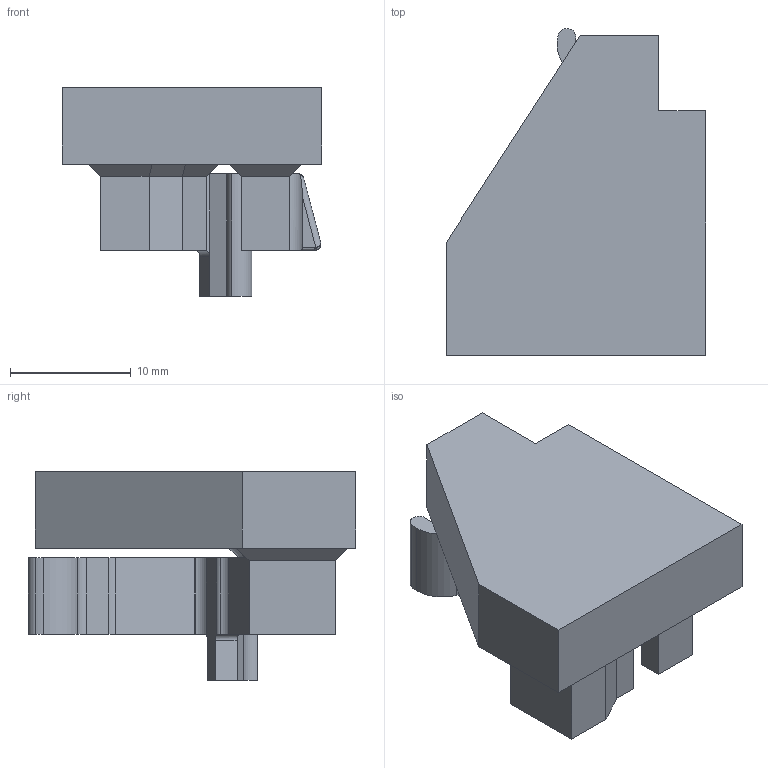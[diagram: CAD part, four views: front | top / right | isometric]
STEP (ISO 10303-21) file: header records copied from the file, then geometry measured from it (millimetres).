
FILE_DESCRIPTION (( 'STEP AP214' ), '1' );
FILE_NAME ('switch-flexures_0-25in-thick_0-65mm-flex.STEP', '2024-11-22T20:22:18', ( '' ), ( '' ), 'SwSTEP 2.0', 'SolidWorks 2023', '' );
FILE_SCHEMA (( 'AUTOMOTIVE_DESIGN' ));
Length unit declared in the file: millimetre
Products named in the file (1): switch-flexures_0-25in-thick_0-65mm-flex
Bounding box: 21.49 x 27.11 x 17.32 mm (x, y, z)
Volume: 3899.3 mm3; surface area: 2582.2 mm2
Topology: 1 solids, 2 shells, 122 faces, 329 edges, 205 vertices
Faces by surface type: plane 67, cylinder 47, sphere 4, bspline 2, torus 1, cone 1
Entity records: 3831 total; most frequent: CARTESIAN_POINT 755, ORIENTED_EDGE 646, DIRECTION 639, EDGE_CURVE 323, VECTOR 215, LINE 215, AXIS2_PLACEMENT_3D 212, VERTEX_POINT 205
